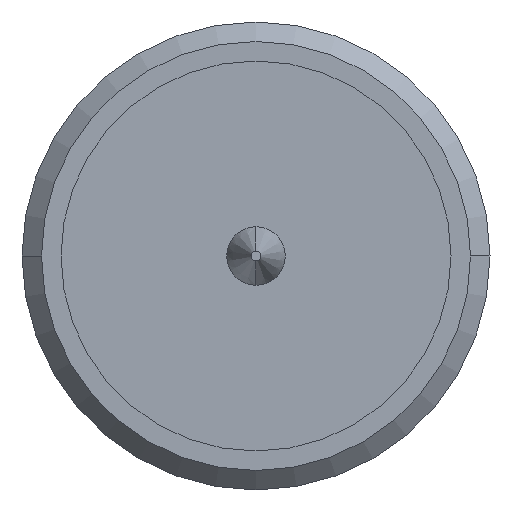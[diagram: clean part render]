
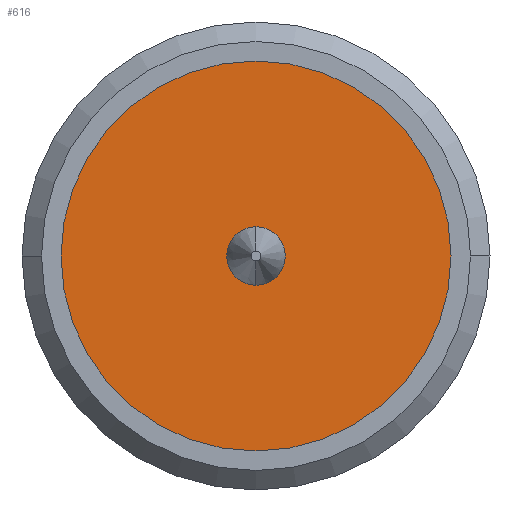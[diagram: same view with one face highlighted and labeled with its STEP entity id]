
A CAD part, left-side view. The second image highlights one B-rep face of the part: STEP entity #616.
In plain terms, the highlighted planar face has unit normal (-1, 0, 0).
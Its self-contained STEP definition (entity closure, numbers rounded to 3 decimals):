
#34 = CARTESIAN_POINT ( 'NONE',  ( -2.005, 0., 0. ) ) ;
#42 = CIRCLE ( 'NONE', #2588, 2. ) ;
#46 = EDGE_CURVE ( 'NONE', #386, #222, #1388, .T. ) ;
#98 = ORIENTED_EDGE ( 'NONE', *, *, #2103, .F. ) ;
#141 = PLANE ( 'NONE',  #1784 ) ;
#207 = ORIENTED_EDGE ( 'NONE', *, *, #46, .F. ) ;
#222 = VERTEX_POINT ( 'NONE', #1038 ) ;
#256 = DIRECTION ( 'NONE',  ( 1., 0., 0. ) ) ;
#386 = VERTEX_POINT ( 'NONE', #2892 ) ;
#616 = ADVANCED_FACE ( 'NONE', ( #2673 ), #141, .F. ) ;
#783 = DIRECTION ( 'NONE',  ( 1., 0., 0. ) ) ;
#1038 = CARTESIAN_POINT ( 'NONE',  ( -2.005, -2., 0. ) ) ;
#1068 = CARTESIAN_POINT ( 'NONE',  ( -2.005, 0., 0. ) ) ;
#1388 = CIRCLE ( 'NONE', #2223, 2. ) ;
#1630 = DIRECTION ( 'NONE',  ( 0., 1., 0. ) ) ;
#1784 = AXIS2_PLACEMENT_3D ( 'NONE', #1068, #2199, #2433 ) ;
#1845 = CARTESIAN_POINT ( 'NONE',  ( -2.005, 0., 0. ) ) ;
#2103 = EDGE_CURVE ( 'NONE', #222, #386, #42, .T. ) ;
#2199 = DIRECTION ( 'NONE',  ( 1., 0., 0. ) ) ;
#2223 = AXIS2_PLACEMENT_3D ( 'NONE', #1845, #256, #1630 ) ;
#2433 = DIRECTION ( 'NONE',  ( 0., 0., -1. ) ) ;
#2538 = EDGE_LOOP ( 'NONE', ( #207, #98 ) ) ;
#2547 = DIRECTION ( 'NONE',  ( 0., 1., 0. ) ) ;
#2588 = AXIS2_PLACEMENT_3D ( 'NONE', #34, #783, #2547 ) ;
#2673 = FACE_OUTER_BOUND ( 'NONE', #2538, .T. ) ;
#2892 = CARTESIAN_POINT ( 'NONE',  ( -2.005, 2., 0. ) ) ;
